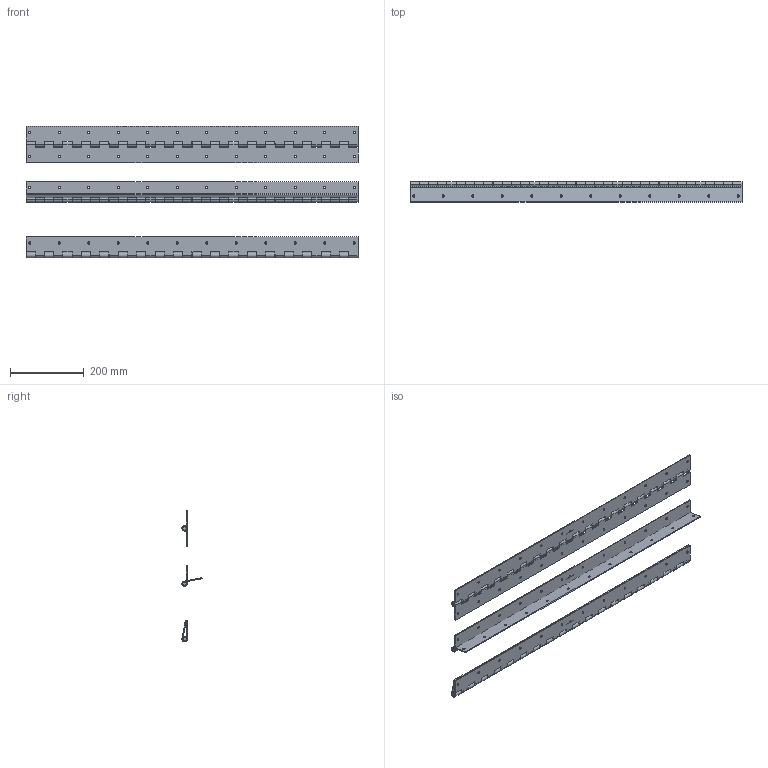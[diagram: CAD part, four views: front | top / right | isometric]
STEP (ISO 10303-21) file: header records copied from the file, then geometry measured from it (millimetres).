
FILE_DESCRIPTION (( 'STEP AP214' ), '1' );
FILE_NAME ('06864-Piano Hinge Plain Steel 98mm 900mm.STEP', '2018-12-19T01:27:34', ( '' ), ( '' ), 'SwSTEP 2.0', 'SolidWorks 2018', '' );
FILE_SCHEMA (( 'AUTOMOTIVE_DESIGN' ));
Length unit declared in the file: millimetre
Products named in the file (4): Top; 06864-Piano Hinge Plain Steel 98mm 900mm; Pin; Bottom
Assembly tree (9 placements, depth 2):
  06864-Piano Hinge Plain Steel 98mm 900mm
    Bottom  x3
    Pin  x3
    Top  x3
Bounding box: 900 x 54.76 x 356.5 mm (x, y, z)
Volume: 1019587.6 mm3; surface area: 805759.1 mm2
Topology: 9 solids, 9 shells, 2076 faces, 5913 edges, 3942 vertices
Faces by surface type: plane 918, cylinder 798, bspline 360
Entity records: 29641 total; most frequent: CARTESIAN_POINT 11605, ORIENTED_EDGE 3942, DIRECTION 3431, EDGE_CURVE 1971, VERTEX_POINT 1314, VECTOR 1199, LINE 1199, AXIS2_PLACEMENT_3D 1116
